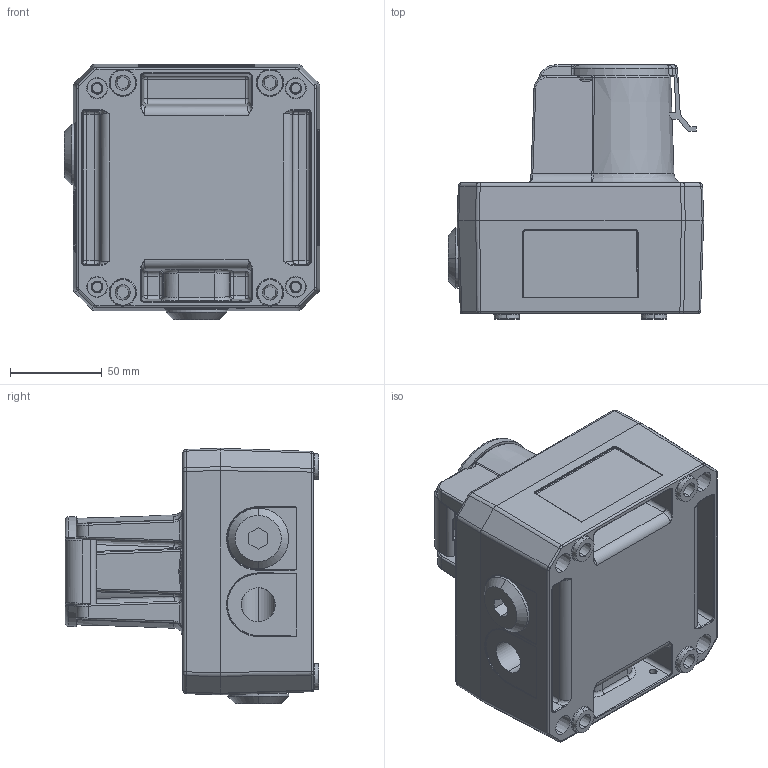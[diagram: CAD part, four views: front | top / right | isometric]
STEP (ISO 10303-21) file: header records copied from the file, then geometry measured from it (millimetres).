
FILE_DESCRIPTION (( 'STEP AP203' ), '1' );
FILE_NAME ('D234-05-21-3D-Issue_1-PM-PT.STEP', '2020-03-19T14:52:03', ( '' ), ( '' ), 'SwSTEP 2.0', 'SolidWorks 2020', '' );
FILE_SCHEMA (( 'CONFIG_CONTROL_DESIGN' ));
Length unit declared in the file: millimetre
Products named in the file (7): D202-50-201-3D_Issue_5.STEP; base.STEP; pt cover_Moulding.STEP; D202-05-211-3D-Issue_1-PM-PT.STEP; SCHXSKTM6X50A4.STEP; D234-05-21-3D-Issue_1-PM-PT; M25_Stopping Gland.STEP
Assembly tree (10 placements, depth 3):
  D234-05-21-3D-Issue_1-PM-PT
    D202-05-211-3D-Issue_1-PM-PT.STEP
      base.STEP
      pt cover_Moulding.STEP
      SCHXSKTM6X50A4.STEP  x4
      M25_Stopping Gland.STEP  x2
      D202-50-201-3D_Issue_5.STEP
Bounding box: 138.84 x 138 x 138.84 mm (x, y, z)
Volume: 1254855.9 mm3; surface area: 188048 mm2
Topology: 11 solids, 11 shells, 956 faces, 2179 edges, 1265 vertices
Faces by surface type: cylinder 266, plane 246, bspline 187, cone 128, torus 77, sphere 52
Entity records: 33457 total; most frequent: CARTESIAN_POINT 14908, ORIENTED_EDGE 3874, DIRECTION 3508, EDGE_CURVE 1937, AXIS2_PLACEMENT_3D 1422, VERTEX_POINT 1140, EDGE_LOOP 931, FACE_OUTER_BOUND 855
